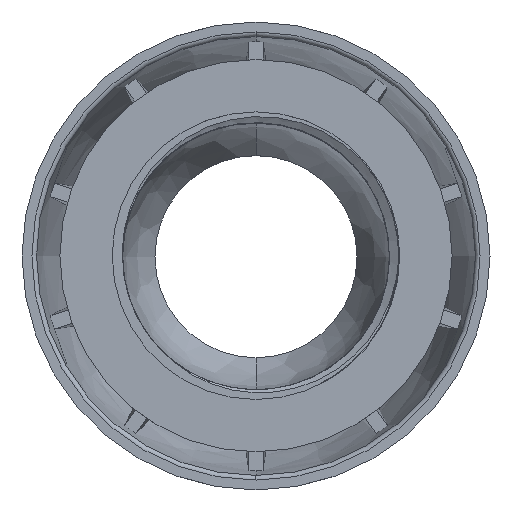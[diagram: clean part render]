
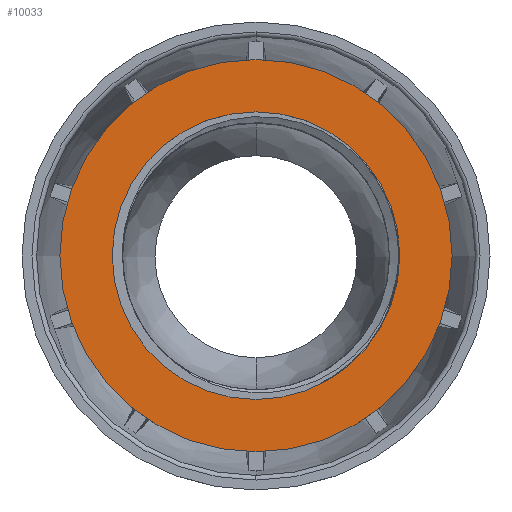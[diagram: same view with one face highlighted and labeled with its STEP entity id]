
A CAD part, top view. The second image highlights one B-rep face of the part: STEP entity #10033.
In plain terms, the highlighted face is planar.
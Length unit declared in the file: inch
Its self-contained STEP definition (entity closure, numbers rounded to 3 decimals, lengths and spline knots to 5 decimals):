
#9928=CARTESIAN_POINT('',(0.,0.062,0.));
#9929=DIRECTION('',(0.,1.,0.));
#9930=DIRECTION('',(1.,0.,0.));
#9931=AXIS2_PLACEMENT_3D('',#9928,#9929,#9930);
#9933=CARTESIAN_POINT('',(0.,0.062,0.));
#9934=DIRECTION('',(0.,1.,0.));
#9935=DIRECTION('',(-1.,0.,0.));
#9936=AXIS2_PLACEMENT_3D('',#9933,#9934,#9935);
#9938=CARTESIAN_POINT('',(0.,0.062,0.));
#9939=DIRECTION('',(0.,-1.,0.));
#9940=DIRECTION('',(1.,0.,0.));
#9941=AXIS2_PLACEMENT_3D('',#9938,#9939,#9940);
#9943=CARTESIAN_POINT('',(0.,0.062,0.));
#9944=DIRECTION('',(0.,-1.,0.));
#9945=DIRECTION('',(-1.,0.,0.));
#9946=AXIS2_PLACEMENT_3D('',#9943,#9944,#9945);
#9964=CARTESIAN_POINT('',(0.825,0.062,0.));
#9965=CARTESIAN_POINT('',(-0.825,0.062,0.));
#9966=VERTEX_POINT('',#9964);
#9967=VERTEX_POINT('',#9965);
#9968=CARTESIAN_POINT('',(0.605,0.062,0.));
#9969=CARTESIAN_POINT('',(-0.605,0.062,0.));
#9970=VERTEX_POINT('',#9968);
#9971=VERTEX_POINT('',#9969);
#10018=CARTESIAN_POINT('',(0.,0.062,0.));
#10019=DIRECTION('',(0.,1.,0.));
#10020=DIRECTION('',(1.,0.,0.));
#10021=AXIS2_PLACEMENT_3D('',#10018,#10019,#10020);
#10022=PLANE('',#10021);
#10023=ORIENTED_EDGE('',*,*,#9998,.F.);
#10024=ORIENTED_EDGE('',*,*,#10012,.F.);
#10025=EDGE_LOOP('',(#10023,#10024));
#10026=FACE_OUTER_BOUND('',#10025,.F.);
#10028=ORIENTED_EDGE('',*,*,#10027,.F.);
#10030=ORIENTED_EDGE('',*,*,#10029,.F.);
#10031=EDGE_LOOP('',(#10028,#10030));
#10032=FACE_BOUND('',#10031,.F.);
#10033=ADVANCED_FACE('',(#10026,#10032),#10022,.T.);
#9932=CIRCLE('',#9931,0.825);
#9937=CIRCLE('',#9936,0.825);
#9942=CIRCLE('',#9941,0.605);
#9947=CIRCLE('',#9946,0.605);
#9998=EDGE_CURVE('',#9966,#9967,#9932,.T.);
#10012=EDGE_CURVE('',#9967,#9966,#9937,.T.);
#10027=EDGE_CURVE('',#9970,#9971,#9942,.T.);
#10029=EDGE_CURVE('',#9971,#9970,#9947,.T.);
